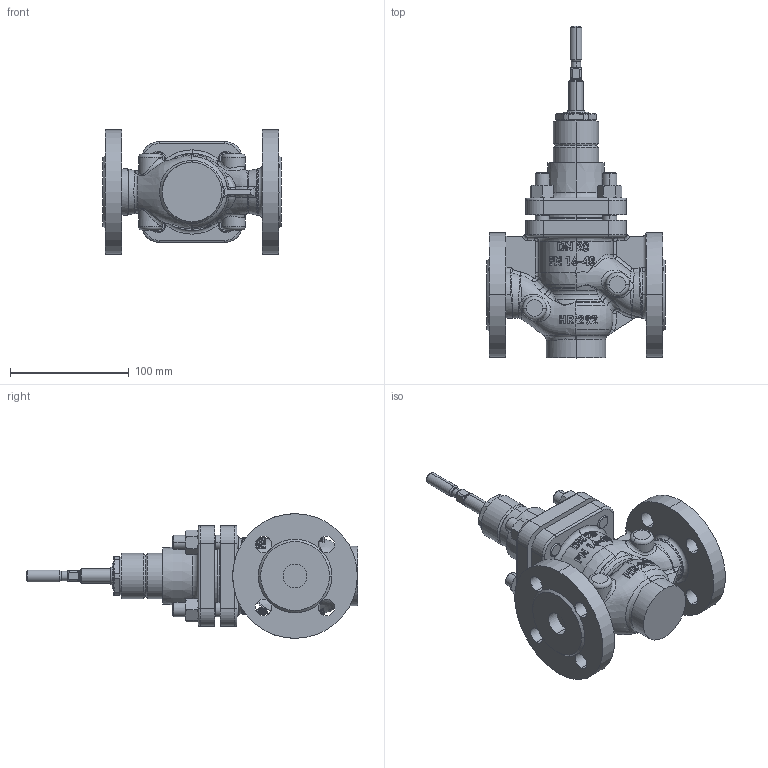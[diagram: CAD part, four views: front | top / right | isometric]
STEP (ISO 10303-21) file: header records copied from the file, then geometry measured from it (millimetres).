
FILE_DESCRIPTION (( 'STEP AP214' ), '1' );
FILE_NAME ('BR225 DN20 XXX PN16-40 for MC_STEP (Defeature).STEP', '2015-02-26T13:54:05', ( 'tdietz' ), ( '' ), 'SwSTEP 2.0', 'SolidWorks 2014', '' );
FILE_SCHEMA (( 'AUTOMOTIVE_DESIGN' ));
Length unit declared in the file: millimetre
Products named in the file (1): BR225 DN20 XXX PN16-40 for MC_STEP (Defeature)
Bounding box: 150 x 279.5 x 105 mm (x, y, z)
Volume: 172.4 mm3; surface area: 126380.7 mm2
Topology: 11 solids, 17 shells, 1046 faces, 2664 edges, 1713 vertices
Faces by surface type: bspline 317, plane 299, cylinder 220, cone 90, torus 85, sphere 35
Entity records: 209471 total; most frequent: CARTESIAN_POINT 184704, ORIENTED_EDGE 5322, DIRECTION 3705, EDGE_CURVE 2661, VERTEX_POINT 1709, AXIS2_PLACEMENT_3D 1567, B_SPLINE_CURVE_WITH_KNOTS 1234, EDGE_LOOP 1126
